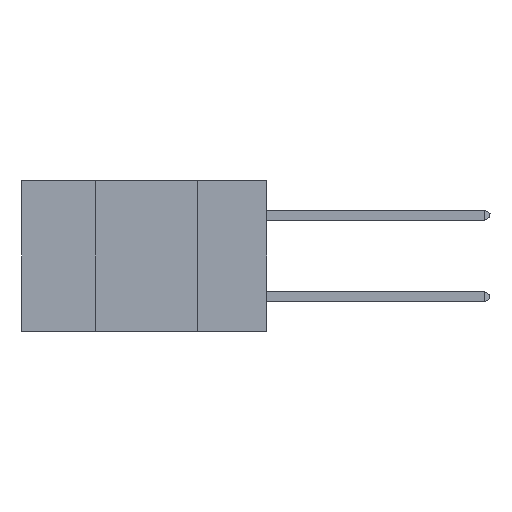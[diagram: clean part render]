
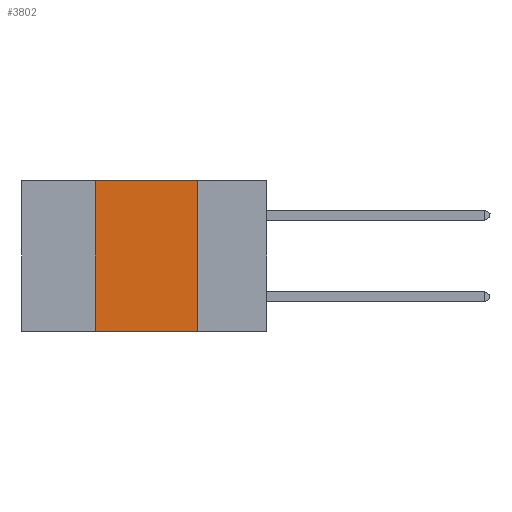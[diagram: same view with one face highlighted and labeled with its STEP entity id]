
A CAD part, left-side view. The second image highlights one B-rep face of the part: STEP entity #3802.
In plain terms, the highlighted planar face has unit normal (-1, 0, 0).
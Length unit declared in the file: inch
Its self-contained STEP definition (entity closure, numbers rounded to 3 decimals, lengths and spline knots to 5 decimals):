
#594 = EDGE_CURVE ( 'NONE', #13544, #832, #14341, .T. ) ;
#832 = VERTEX_POINT ( 'NONE', #7665 ) ;
#1548 = DIRECTION ( 'NONE',  ( 0., 0., 1. ) ) ;
#2414 = LINE ( 'NONE', #4952, #5832 ) ;
#2736 = VECTOR ( 'NONE', #16987, 39.37008 ) ;
#3491 = DIRECTION ( 'NONE',  ( 0., 0., -1. ) ) ;
#3802 = ADVANCED_FACE ( 'NONE', ( #17775 ), #17868, .F. ) ;
#4030 = ORIENTED_EDGE ( 'NONE', *, *, #17280, .T. ) ;
#4952 = CARTESIAN_POINT ( 'NONE',  ( 0., 0.6, -0.37 ) ) ;
#5615 = CARTESIAN_POINT ( 'NONE',  ( 0., 0.17, 0. ) ) ;
#5809 = DIRECTION ( 'NONE',  ( 0., -1., 0. ) ) ;
#5832 = VECTOR ( 'NONE', #16518, 39.37008 ) ;
#7211 = CARTESIAN_POINT ( 'NONE',  ( 0., 0.6, 0. ) ) ;
#7482 = EDGE_LOOP ( 'NONE', ( #17460, #11872, #7579, #4030 ) ) ;
#7579 = ORIENTED_EDGE ( 'NONE', *, *, #9990, .F. ) ;
#7617 = CARTESIAN_POINT ( 'NONE',  ( 0., 0.42, -0.37 ) ) ;
#7665 = CARTESIAN_POINT ( 'NONE',  ( 0., 0.17, -0.37 ) ) ;
#9990 = EDGE_CURVE ( 'NONE', #10469, #16019, #17150, .T. ) ;
#10469 = VERTEX_POINT ( 'NONE', #7617 ) ;
#10966 = CARTESIAN_POINT ( 'NONE',  ( 0., 0.17, 0. ) ) ;
#11761 = VECTOR ( 'NONE', #5809, 39.37008 ) ;
#11872 = ORIENTED_EDGE ( 'NONE', *, *, #15653, .F. ) ;
#11933 = CARTESIAN_POINT ( 'NONE',  ( 0., 0.6, 0. ) ) ;
#12166 = CARTESIAN_POINT ( 'NONE',  ( 0., 0.42, 0. ) ) ;
#12665 = LINE ( 'NONE', #7211, #11761 ) ;
#13080 = CARTESIAN_POINT ( 'NONE',  ( 0., 0.42, 0. ) ) ;
#13259 = DIRECTION ( 'NONE',  ( 1., 0., 0. ) ) ;
#13544 = VERTEX_POINT ( 'NONE', #10966 ) ;
#14341 = LINE ( 'NONE', #5615, #2736 ) ;
#15653 = EDGE_CURVE ( 'NONE', #16019, #13544, #12665, .T. ) ;
#16019 = VERTEX_POINT ( 'NONE', #12166 ) ;
#16518 = DIRECTION ( 'NONE',  ( 0., -1., 0. ) ) ;
#16987 = DIRECTION ( 'NONE',  ( 0., 0., -1. ) ) ;
#17094 = VECTOR ( 'NONE', #1548, 39.37008 ) ;
#17150 = LINE ( 'NONE', #13080, #17094 ) ;
#17280 = EDGE_CURVE ( 'NONE', #10469, #832, #2414, .T. ) ;
#17460 = ORIENTED_EDGE ( 'NONE', *, *, #594, .F. ) ;
#17775 = FACE_OUTER_BOUND ( 'NONE', #7482, .T. ) ;
#17868 = PLANE ( 'NONE',  #17969 ) ;
#17969 = AXIS2_PLACEMENT_3D ( 'NONE', #11933, #13259, #3491 ) ;
